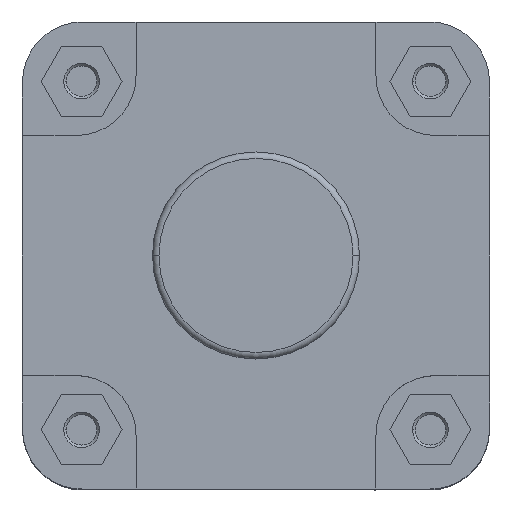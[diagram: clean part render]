
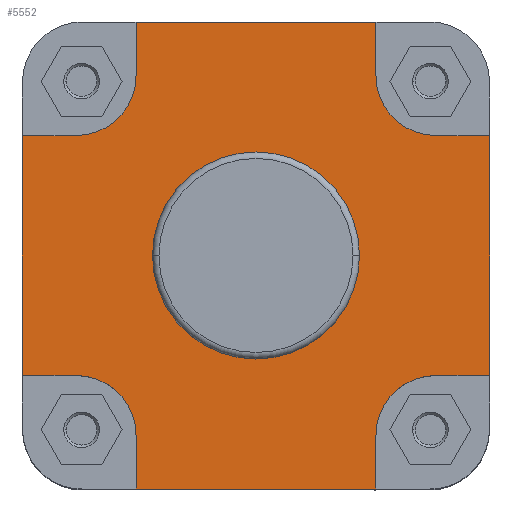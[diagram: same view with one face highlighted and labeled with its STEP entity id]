
A CAD part, top view. The second image highlights one B-rep face of the part: STEP entity #5552.
In plain terms, the highlighted planar face has unit normal (0, 0, 1).
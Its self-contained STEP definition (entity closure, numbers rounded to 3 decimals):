
#517 = CARTESIAN_POINT ( 'NONE',  ( 0., 39.9, -10. ) ) ;
#532 = PLANE ( 'NONE',  #1963 ) ;
#533 = DIRECTION ( 'NONE',  ( 0., 0., -1. ) ) ;
#534 = DIRECTION ( 'NONE',  ( -1., 0., 0. ) ) ;
#896 = CARTESIAN_POINT ( 'NONE',  ( 46.25, -90., -10. ) ) ;
#901 = CARTESIAN_POINT ( 'NONE',  ( 46.25, -69.25, -10. ) ) ;
#902 = CARTESIAN_POINT ( 'NONE',  ( 69.25, -46.25, -10. ) ) ;
#903 = CARTESIAN_POINT ( 'NONE',  ( -69.25, -46.25, -10. ) ) ;
#904 = CARTESIAN_POINT ( 'NONE',  ( -46.25, 69.25, -10. ) ) ;
#905 = CARTESIAN_POINT ( 'NONE',  ( -90., 46.25, -10. ) ) ;
#906 = CARTESIAN_POINT ( 'NONE',  ( -69.25, 46.25, -10. ) ) ;
#907 = CARTESIAN_POINT ( 'NONE',  ( 90., 46.25, -10. ) ) ;
#953 = CARTESIAN_POINT ( 'NONE',  ( -46.25, -90., -10. ) ) ;
#973 = CARTESIAN_POINT ( 'NONE',  ( -46.25, -69.25, -10. ) ) ;
#1091 = EDGE_LOOP ( 'NONE', ( #6616, #6817, #6812, #6617, #6717, #6715, #6606, #6828, #6776, #6649, #6757, #6774, #6889, #6813, #6667, #6823 ) ) ;
#1101 = VERTEX_POINT ( 'NONE', #3589 ) ;
#1102 = VERTEX_POINT ( 'NONE', #3891 ) ;
#1103 = VERTEX_POINT ( 'NONE', #3894 ) ;
#1104 = VERTEX_POINT ( 'NONE', #3895 ) ;
#1273 = EDGE_CURVE ( 'NONE', #6543, #6544, #2940, .T. ) ;
#1274 = EDGE_CURVE ( 'NONE', #6544, #6542, #2951, .T. ) ;
#1275 = EDGE_CURVE ( 'NONE', #6542, #3588, #2950, .T. ) ;
#1276 = EDGE_CURVE ( 'NONE', #3588, #1102, #2949, .T. ) ;
#1277 = EDGE_CURVE ( 'NONE', #1102, #1104, #2954, .T. ) ;
#1278 = EDGE_CURVE ( 'NONE', #1104, #3618, #2958, .T. ) ;
#1279 = EDGE_CURVE ( 'NONE', #3618, #6545, #2957, .T. ) ;
#1280 = EDGE_CURVE ( 'NONE', #6545, #1103, #2959, .T. ) ;
#1281 = EDGE_CURVE ( 'NONE', #1103, #6540, #2961, .T. ) ;
#1282 = EDGE_CURVE ( 'NONE', #6540, #6539, #2965, .T. ) ;
#1283 = EDGE_CURVE ( 'NONE', #6539, #6538, #2964, .T. ) ;
#1284 = EDGE_CURVE ( 'NONE', #6575, #6538, #2966, .T. ) ;
#1285 = EDGE_CURVE ( 'NONE', #6576, #6541, #2971, .T. ) ;
#1286 = EDGE_CURVE ( 'NONE', #6543, #1101, #2970, .T. ) ;
#1287 = EDGE_CURVE ( 'NONE', #3570, #3586, #2973, .T. ) ;
#1288 = EDGE_CURVE ( 'NONE', #6575, #6576, #2968, .T. ) ;
#1289 = EDGE_CURVE ( 'NONE', #6541, #1101, #2974, .T. ) ;
#1361 = EDGE_CURVE ( 'NONE', #3586, #3570, #3097, .T. ) ;
#1604 = AXIS2_PLACEMENT_3D ( 'NONE', #3949, #3987, #3992 ) ;
#1609 = AXIS2_PLACEMENT_3D ( 'NONE', #3940, #3951, #3954 ) ;
#1611 = AXIS2_PLACEMENT_3D ( 'NONE', #3831, #3795, #3794 ) ;
#1612 = AXIS2_PLACEMENT_3D ( 'NONE', #3942, #3833, #3837 ) ;
#1614 = AXIS2_PLACEMENT_3D ( 'NONE', #3792, #3933, #4150 ) ;
#1635 = AXIS2_PLACEMENT_3D ( 'NONE', #4317, #4322, #4323 ) ;
#1963 = AXIS2_PLACEMENT_3D ( 'NONE', #517, #533, #534 ) ;
#2932 = VECTOR ( 'NONE', #3950, 1000. ) ;
#2940 = LINE ( 'NONE', #3963, #2948 ) ;
#2941 = VECTOR ( 'NONE', #3990, 1000. ) ;
#2948 = VECTOR ( 'NONE', #3965, 1000. ) ;
#2949 = LINE ( 'NONE', #3924, #2952 ) ;
#2950 = LINE ( 'NONE', #3935, #2932 ) ;
#2951 = CIRCLE ( 'NONE', #1609, 23. ) ;
#2952 = VECTOR ( 'NONE', #3962, 1000. ) ;
#2953 = VECTOR ( 'NONE', #3807, 1000. ) ;
#2954 = LINE ( 'NONE', #3958, #2955 ) ;
#2955 = VECTOR ( 'NONE', #3956, 1000. ) ;
#2956 = VECTOR ( 'NONE', #3773, 1000. ) ;
#2957 = LINE ( 'NONE', #3927, #2941 ) ;
#2958 = CIRCLE ( 'NONE', #1604, 23. ) ;
#2959 = LINE ( 'NONE', #3943, #2960 ) ;
#2960 = VECTOR ( 'NONE', #3968, 1000. ) ;
#2961 = LINE ( 'NONE', #3991, #2962 ) ;
#2962 = VECTOR ( 'NONE', #3982, 1000. ) ;
#2964 = LINE ( 'NONE', #3955, #2956 ) ;
#2965 = CIRCLE ( 'NONE', #1612, 23. ) ;
#2966 = LINE ( 'NONE', #3835, #2967 ) ;
#2967 = VECTOR ( 'NONE', #3822, 1000. ) ;
#2968 = LINE ( 'NONE', #4151, #2969 ) ;
#2969 = VECTOR ( 'NONE', #4152, 1000. ) ;
#2970 = LINE ( 'NONE', #3780, #2953 ) ;
#2971 = CIRCLE ( 'NONE', #1611, 23. ) ;
#2973 = CIRCLE ( 'NONE', #1614, 39.9 ) ;
#2974 = LINE ( 'NONE', #4154, #2975 ) ;
#2975 = VECTOR ( 'NONE', #4155, 1000. ) ;
#3097 = CIRCLE ( 'NONE', #1635, 39.9 ) ;
#3570 = VERTEX_POINT ( 'NONE', #5017 ) ;
#3586 = VERTEX_POINT ( 'NONE', #5033 ) ;
#3588 = VERTEX_POINT ( 'NONE', #5035 ) ;
#3589 = CARTESIAN_POINT ( 'NONE',  ( -90., -46.25, -10. ) ) ;
#3618 = VERTEX_POINT ( 'NONE', #5064 ) ;
#3773 = DIRECTION ( 'NONE',  ( 0., -1., 0. ) ) ;
#3780 = CARTESIAN_POINT ( 'NONE',  ( -90., -198.141, -10. ) ) ;
#3792 = CARTESIAN_POINT ( 'NONE',  ( 0., 0., -10. ) ) ;
#3794 = DIRECTION ( 'NONE',  ( -1., 0., 0. ) ) ;
#3795 = DIRECTION ( 'NONE',  ( 0., 0., 1. ) ) ;
#3807 = DIRECTION ( 'NONE',  ( 0., -1., 0. ) ) ;
#3822 = DIRECTION ( 'NONE',  ( 1., 0., 0. ) ) ;
#3831 = CARTESIAN_POINT ( 'NONE',  ( -69.25, -69.25, -10. ) ) ;
#3833 = DIRECTION ( 'NONE',  ( 0., 0., 1. ) ) ;
#3835 = CARTESIAN_POINT ( 'NONE',  ( 0., -90., -10. ) ) ;
#3837 = DIRECTION ( 'NONE',  ( -1., 0., 0. ) ) ;
#3891 = CARTESIAN_POINT ( 'NONE',  ( 46.25, 90., -10. ) ) ;
#3894 = CARTESIAN_POINT ( 'NONE',  ( 90., -46.25, -10. ) ) ;
#3895 = CARTESIAN_POINT ( 'NONE',  ( 46.25, 69.25, -10. ) ) ;
#3924 = CARTESIAN_POINT ( 'NONE',  ( 0., 90., -10. ) ) ;
#3927 = CARTESIAN_POINT ( 'NONE',  ( 90., 46.25, -10. ) ) ;
#3933 = DIRECTION ( 'NONE',  ( 0., 0., 1. ) ) ;
#3935 = CARTESIAN_POINT ( 'NONE',  ( -46.25, 90., -10. ) ) ;
#3940 = CARTESIAN_POINT ( 'NONE',  ( -69.25, 69.25, -10. ) ) ;
#3942 = CARTESIAN_POINT ( 'NONE',  ( 69.25, -69.25, -10. ) ) ;
#3943 = CARTESIAN_POINT ( 'NONE',  ( 90., -198.141, -10. ) ) ;
#3949 = CARTESIAN_POINT ( 'NONE',  ( 69.25, 69.25, -10. ) ) ;
#3950 = DIRECTION ( 'NONE',  ( 0., 1., 0. ) ) ;
#3951 = DIRECTION ( 'NONE',  ( 0., 0., 1. ) ) ;
#3954 = DIRECTION ( 'NONE',  ( -1., 0., 0. ) ) ;
#3955 = CARTESIAN_POINT ( 'NONE',  ( 46.25, -90., -10. ) ) ;
#3956 = DIRECTION ( 'NONE',  ( 0., -1., 0. ) ) ;
#3958 = CARTESIAN_POINT ( 'NONE',  ( 46.25, 69.25, -10. ) ) ;
#3962 = DIRECTION ( 'NONE',  ( 1., 0., 0. ) ) ;
#3963 = CARTESIAN_POINT ( 'NONE',  ( -69.25, 46.25, -10. ) ) ;
#3965 = DIRECTION ( 'NONE',  ( 1., 0., 0. ) ) ;
#3968 = DIRECTION ( 'NONE',  ( 0., -1., 0. ) ) ;
#3982 = DIRECTION ( 'NONE',  ( -1., 0., 0. ) ) ;
#3987 = DIRECTION ( 'NONE',  ( 0., 0., 1. ) ) ;
#3990 = DIRECTION ( 'NONE',  ( 1., 0., 0. ) ) ;
#3991 = CARTESIAN_POINT ( 'NONE',  ( 69.25, -46.25, -10. ) ) ;
#3992 = DIRECTION ( 'NONE',  ( -1., 0., 0. ) ) ;
#4150 = DIRECTION ( 'NONE',  ( 1., 0., 0. ) ) ;
#4151 = CARTESIAN_POINT ( 'NONE',  ( -46.25, -69.25, -10. ) ) ;
#4152 = DIRECTION ( 'NONE',  ( 0., 1., 0. ) ) ;
#4154 = CARTESIAN_POINT ( 'NONE',  ( -90., -46.25, -10. ) ) ;
#4155 = DIRECTION ( 'NONE',  ( -1., 0., 0. ) ) ;
#4317 = CARTESIAN_POINT ( 'NONE',  ( 0., 0., -10. ) ) ;
#4322 = DIRECTION ( 'NONE',  ( 0., 0., 1. ) ) ;
#4323 = DIRECTION ( 'NONE',  ( 1., 0., 0. ) ) ;
#5017 = CARTESIAN_POINT ( 'NONE',  ( -39.9, 0., -10. ) ) ;
#5033 = CARTESIAN_POINT ( 'NONE',  ( 39.9, 0., -10. ) ) ;
#5035 = CARTESIAN_POINT ( 'NONE',  ( -46.25, 90., -10. ) ) ;
#5064 = CARTESIAN_POINT ( 'NONE',  ( 69.25, 46.25, -10. ) ) ;
#5552 = ADVANCED_FACE ( 'NONE', ( #6238, #6227 ), #532, .F. ) ;
#5649 = EDGE_LOOP ( 'NONE', ( #6805, #6905 ) ) ;
#6227 = FACE_OUTER_BOUND ( 'NONE', #1091, .T. ) ;
#6238 = FACE_BOUND ( 'NONE', #5649, .T. ) ;
#6538 = VERTEX_POINT ( 'NONE', #896 ) ;
#6539 = VERTEX_POINT ( 'NONE', #901 ) ;
#6540 = VERTEX_POINT ( 'NONE', #902 ) ;
#6541 = VERTEX_POINT ( 'NONE', #903 ) ;
#6542 = VERTEX_POINT ( 'NONE', #904 ) ;
#6543 = VERTEX_POINT ( 'NONE', #905 ) ;
#6544 = VERTEX_POINT ( 'NONE', #906 ) ;
#6545 = VERTEX_POINT ( 'NONE', #907 ) ;
#6575 = VERTEX_POINT ( 'NONE', #953 ) ;
#6576 = VERTEX_POINT ( 'NONE', #973 ) ;
#6606 = ORIENTED_EDGE ( 'NONE', *, *, #1282, .F. ) ;
#6616 = ORIENTED_EDGE ( 'NONE', *, *, #1286, .T. ) ;
#6617 = ORIENTED_EDGE ( 'NONE', *, *, #1288, .F. ) ;
#6649 = ORIENTED_EDGE ( 'NONE', *, *, #1279, .F. ) ;
#6667 = ORIENTED_EDGE ( 'NONE', *, *, #1274, .F. ) ;
#6715 = ORIENTED_EDGE ( 'NONE', *, *, #1283, .F. ) ;
#6717 = ORIENTED_EDGE ( 'NONE', *, *, #1284, .T. ) ;
#6757 = ORIENTED_EDGE ( 'NONE', *, *, #1278, .F. ) ;
#6774 = ORIENTED_EDGE ( 'NONE', *, *, #1277, .F. ) ;
#6776 = ORIENTED_EDGE ( 'NONE', *, *, #1280, .F. ) ;
#6805 = ORIENTED_EDGE ( 'NONE', *, *, #1361, .F. ) ;
#6812 = ORIENTED_EDGE ( 'NONE', *, *, #1285, .F. ) ;
#6813 = ORIENTED_EDGE ( 'NONE', *, *, #1275, .F. ) ;
#6817 = ORIENTED_EDGE ( 'NONE', *, *, #1289, .F. ) ;
#6823 = ORIENTED_EDGE ( 'NONE', *, *, #1273, .F. ) ;
#6828 = ORIENTED_EDGE ( 'NONE', *, *, #1281, .F. ) ;
#6889 = ORIENTED_EDGE ( 'NONE', *, *, #1276, .F. ) ;
#6905 = ORIENTED_EDGE ( 'NONE', *, *, #1287, .F. ) ;
